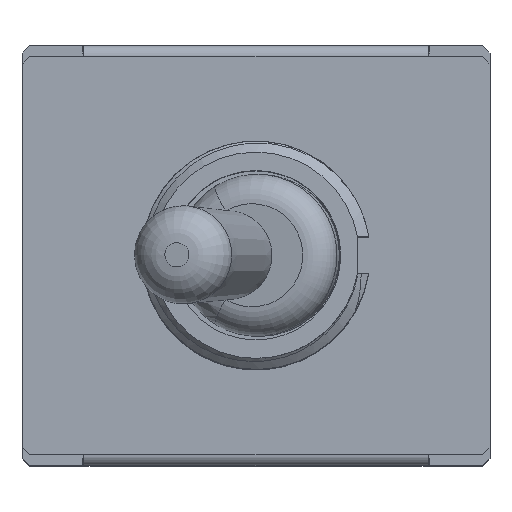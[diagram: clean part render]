
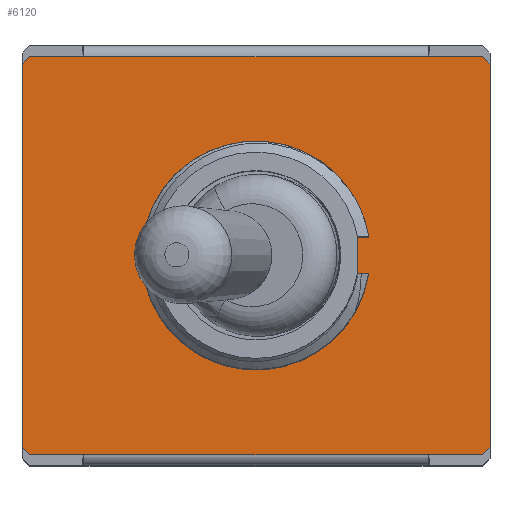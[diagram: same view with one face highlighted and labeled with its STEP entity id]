
A CAD part, top view. The second image highlights one B-rep face of the part: STEP entity #6120.
In plain terms, the highlighted planar face has unit normal (0, 0, 1).
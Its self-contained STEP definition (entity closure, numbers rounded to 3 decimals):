
#837=LINE('',#19287,#1343);
#838=LINE('',#19289,#1344);
#844=LINE('',#19301,#1350);
#845=LINE('',#19303,#1351);
#851=LINE('',#19317,#1357);
#853=LINE('',#19321,#1359);
#854=LINE('',#19323,#1360);
#855=LINE('',#19325,#1361);
#856=LINE('',#19328,#1362);
#857=LINE('',#19330,#1363);
#858=LINE('',#19332,#1364);
#859=LINE('',#19334,#1365);
#860=LINE('',#19336,#1366);
#861=LINE('',#19337,#1367);
#862=LINE('',#19338,#1368);
#1343=VECTOR('',#9152,1000.);
#1344=VECTOR('',#9155,1000.);
#1350=VECTOR('',#9165,1000.);
#1351=VECTOR('',#9168,1000.);
#1357=VECTOR('',#9176,1000.);
#1359=VECTOR('',#9180,1000.);
#1360=VECTOR('',#9181,1000.);
#1361=VECTOR('',#9182,1000.);
#1362=VECTOR('',#9185,1000.);
#1363=VECTOR('',#9186,1000.);
#1364=VECTOR('',#9187,1000.);
#1365=VECTOR('',#9188,1000.);
#1366=VECTOR('',#9189,1000.);
#1367=VECTOR('',#9190,1000.);
#1368=VECTOR('',#9191,1000.);
#2339=ORIENTED_EDGE('',*,*,#3660,.T.);
#2340=ORIENTED_EDGE('',*,*,#3927,.F.);
#2341=ORIENTED_EDGE('',*,*,#3928,.T.);
#2342=ORIENTED_EDGE('',*,*,#3929,.T.);
#2343=ORIENTED_EDGE('',*,*,#3930,.T.);
#2344=ORIENTED_EDGE('',*,*,#3925,.F.);
#2345=ORIENTED_EDGE('',*,*,#3931,.T.);
#2346=ORIENTED_EDGE('',*,*,#3932,.F.);
#2347=ORIENTED_EDGE('',*,*,#3933,.F.);
#2348=ORIENTED_EDGE('',*,*,#3934,.F.);
#2349=ORIENTED_EDGE('',*,*,#3935,.T.);
#2350=ORIENTED_EDGE('',*,*,#3919,.F.);
#2351=ORIENTED_EDGE('',*,*,#3936,.T.);
#2352=ORIENTED_EDGE('',*,*,#3912,.F.);
#2353=ORIENTED_EDGE('',*,*,#3911,.T.);
#2354=ORIENTED_EDGE('',*,*,#3918,.F.);
#2355=ORIENTED_EDGE('',*,*,#3937,.T.);
#3660=EDGE_CURVE('',#4486,#4485,#4920,.T.);
#3911=EDGE_CURVE('',#4699,#4702,#837,.T.);
#3912=EDGE_CURVE('',#4699,#4703,#838,.T.);
#3918=EDGE_CURVE('',#4706,#4702,#844,.T.);
#3919=EDGE_CURVE('',#4707,#4708,#845,.T.);
#3925=EDGE_CURVE('',#4713,#4714,#851,.T.);
#3927=EDGE_CURVE('',#4715,#4485,#853,.T.);
#3928=EDGE_CURVE('',#4715,#4716,#854,.T.);
#3929=EDGE_CURVE('',#4716,#4717,#855,.T.);
#3930=EDGE_CURVE('',#4717,#4486,#4938,.T.);
#3931=EDGE_CURVE('',#4713,#4718,#856,.F.);
#3932=EDGE_CURVE('',#4719,#4718,#857,.T.);
#3933=EDGE_CURVE('',#4720,#4719,#858,.T.);
#3934=EDGE_CURVE('',#4721,#4720,#859,.T.);
#3935=EDGE_CURVE('',#4721,#4708,#860,.F.);
#3936=EDGE_CURVE('',#4707,#4703,#861,.F.);
#3937=EDGE_CURVE('',#4706,#4714,#862,.F.);
#4485=VERTEX_POINT('',#17680);
#4486=VERTEX_POINT('',#17682);
#4699=VERTEX_POINT('',#19275);
#4702=VERTEX_POINT('',#19284);
#4703=VERTEX_POINT('',#19290);
#4706=VERTEX_POINT('',#19300);
#4707=VERTEX_POINT('',#19304);
#4708=VERTEX_POINT('',#19305);
#4713=VERTEX_POINT('',#19316);
#4714=VERTEX_POINT('',#19318);
#4715=VERTEX_POINT('',#19322);
#4716=VERTEX_POINT('',#19324);
#4717=VERTEX_POINT('',#19326);
#4718=VERTEX_POINT('',#19329);
#4719=VERTEX_POINT('',#19331);
#4720=VERTEX_POINT('',#19333);
#4721=VERTEX_POINT('',#19335);
#4920=CIRCLE('',#8277,3.1);
#4938=CIRCLE('',#8337,3.1);
#5114=EDGE_LOOP('',(#2339,#2340,#2341,#2342,#2343));
#5115=EDGE_LOOP('',(#2344,#2345,#2346,#2347,#2348,#2349,#2350,#2351,#2352,
#2353,#2354,#2355));
#5507=FACE_BOUND('',#5114,.T.);
#5508=FACE_BOUND('',#5115,.T.);
#5832=PLANE('',#8336);
#6120=ADVANCED_FACE('',(#5507,#5508),#5832,.F.);
#8277=AXIS2_PLACEMENT_3D('',#17681,#8933,#8934);
#8336=AXIS2_PLACEMENT_3D('',#19320,#9178,#9179);
#8337=AXIS2_PLACEMENT_3D('',#19327,#9183,#9184);
#8933=DIRECTION('',(0.,0.,-1.));
#8934=DIRECTION('',(1.,0.,0.));
#9152=DIRECTION('',(1.,0.,0.));
#9155=DIRECTION('',(-1.,0.,0.));
#9165=DIRECTION('',(-1.,0.,0.));
#9168=DIRECTION('',(0.,1.,0.));
#9176=DIRECTION('',(0.,-1.,0.));
#9178=DIRECTION('',(0.,0.,-1.));
#9179=DIRECTION('',(-1.,0.,0.));
#9180=DIRECTION('',(1.,0.,0.));
#9181=DIRECTION('',(0.,-1.,0.));
#9182=DIRECTION('',(1.,0.,0.));
#9183=DIRECTION('',(0.,0.,-1.));
#9184=DIRECTION('',(1.,0.,0.));
#9185=DIRECTION('',(0.707,-0.707,0.));
#9186=DIRECTION('',(1.,0.,0.));
#9187=DIRECTION('',(1.,0.,0.));
#9188=DIRECTION('',(1.,0.,0.));
#9189=DIRECTION('',(0.707,0.707,0.));
#9190=DIRECTION('',(-0.707,0.707,0.));
#9191=DIRECTION('',(-0.707,-0.707,0.));
#17680=CARTESIAN_POINT('',(3.059,0.5,0.2));
#17681=CARTESIAN_POINT('',(0.,0.,0.2));
#17682=CARTESIAN_POINT('',(-2.685,-1.55,0.2));
#19275=CARTESIAN_POINT('',(-4.675,-5.4,0.2));
#19284=CARTESIAN_POINT('',(4.675,-5.4,0.2));
#19287=CARTESIAN_POINT('',(-4.675,-5.4,0.2));
#19289=CARTESIAN_POINT('',(6.35,-5.4,0.2));
#19290=CARTESIAN_POINT('',(-6.15,-5.4,0.2));
#19300=CARTESIAN_POINT('',(6.15,-5.4,0.2));
#19301=CARTESIAN_POINT('',(6.35,-5.4,0.2));
#19303=CARTESIAN_POINT('',(-6.35,-5.4,0.2));
#19304=CARTESIAN_POINT('',(-6.35,-5.2,0.2));
#19305=CARTESIAN_POINT('',(-6.35,5.2,0.2));
#19316=CARTESIAN_POINT('',(6.35,5.2,0.2));
#19317=CARTESIAN_POINT('',(6.35,5.4,0.2));
#19318=CARTESIAN_POINT('',(6.35,-5.2,0.2));
#19320=CARTESIAN_POINT('',(0.,0.,0.2));
#19321=CARTESIAN_POINT('',(2.75,0.5,0.2));
#19322=CARTESIAN_POINT('',(2.75,0.5,0.2));
#19323=CARTESIAN_POINT('',(2.75,0.5,0.2));
#19324=CARTESIAN_POINT('',(2.75,-0.5,0.2));
#19325=CARTESIAN_POINT('',(2.75,-0.5,0.2));
#19326=CARTESIAN_POINT('',(3.059,-0.5,0.2));
#19327=CARTESIAN_POINT('',(0.,0.,0.2));
#19328=CARTESIAN_POINT('',(6.15,5.4,0.2));
#19329=CARTESIAN_POINT('',(6.15,5.4,0.2));
#19330=CARTESIAN_POINT('',(-6.35,5.4,0.2));
#19331=CARTESIAN_POINT('',(4.675,5.4,0.2));
#19332=CARTESIAN_POINT('',(-6.35,5.4,0.2));
#19333=CARTESIAN_POINT('',(-4.675,5.4,0.2));
#19334=CARTESIAN_POINT('',(-6.35,5.4,0.2));
#19335=CARTESIAN_POINT('',(-6.15,5.4,0.2));
#19336=CARTESIAN_POINT('',(-6.35,5.2,0.2));
#19337=CARTESIAN_POINT('',(-6.15,-5.4,0.2));
#19338=CARTESIAN_POINT('',(6.35,-5.2,0.2));
